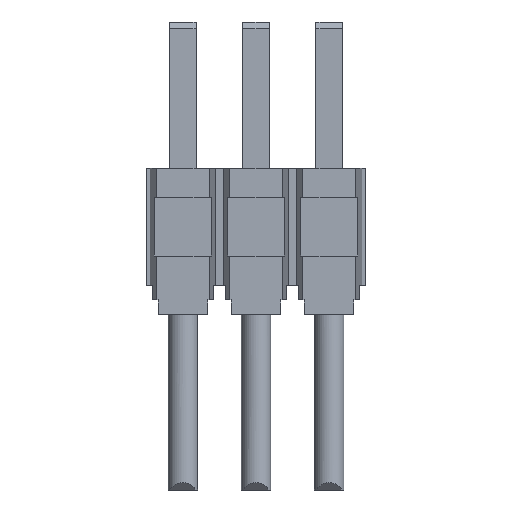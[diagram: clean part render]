
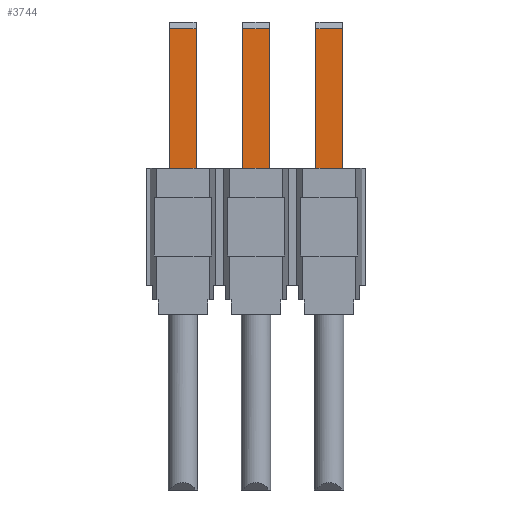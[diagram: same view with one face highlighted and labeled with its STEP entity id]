
A CAD part, front view. The second image highlights one B-rep face of the part: STEP entity #3744.
In plain terms, the highlighted planar face has unit normal (0, -1, 0).
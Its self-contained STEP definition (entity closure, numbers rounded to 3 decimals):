
#3656 = VERTEX_POINT('',#3657);
#3657 = CARTESIAN_POINT('',(-1.041,-0.229,4.966));
#3665 = VERTEX_POINT('',#3666);
#3666 = CARTESIAN_POINT('',(-1.499,-0.229,4.966));
#3672 = EDGE_CURVE('',#3656,#3665,#3673,.T.);
#3673 = LINE('',#3674,#3675);
#3674 = CARTESIAN_POINT('',(1.499,-0.229,4.966));
#3675 = VECTOR('',#3676,1.);
#3676 = DIRECTION('',(-1.,-0.,0.));
#3687 = VERTEX_POINT('',#3688);
#3688 = CARTESIAN_POINT('',(-0.229,-0.229,4.966));
#3694 = EDGE_CURVE('',#3695,#3687,#3697,.T.);
#3695 = VERTEX_POINT('',#3696);
#3696 = CARTESIAN_POINT('',(0.229,-0.229,4.966));
#3697 = LINE('',#3698,#3699);
#3698 = CARTESIAN_POINT('',(1.499,-0.229,4.966));
#3699 = VECTOR('',#3700,1.);
#3700 = DIRECTION('',(-1.,-0.,0.));
#3718 = VERTEX_POINT('',#3719);
#3719 = CARTESIAN_POINT('',(1.041,-0.229,4.966));
#3725 = EDGE_CURVE('',#3726,#3718,#3728,.T.);
#3726 = VERTEX_POINT('',#3727);
#3727 = CARTESIAN_POINT('',(1.499,-0.229,4.966));
#3728 = LINE('',#3729,#3730);
#3729 = CARTESIAN_POINT('',(1.499,-0.229,4.966));
#3730 = VECTOR('',#3731,1.);
#3731 = DIRECTION('',(-1.,-0.,0.));
#3744 = ADVANCED_FACE('',(#3745),#3816,.F.);
#3745 = FACE_BOUND('',#3746,.T.);
#3746 = EDGE_LOOP('',(#3747,#3755,#3756,#3764,#3772,#3778,#3779,#3787,
    #3795,#3801,#3802,#3810));
#3747 = ORIENTED_EDGE('',*,*,#3748,.F.);
#3748 = EDGE_CURVE('',#3656,#3749,#3751,.T.);
#3749 = VERTEX_POINT('',#3750);
#3750 = CARTESIAN_POINT('',(-1.041,-0.229,1.905));
#3751 = LINE('',#3752,#3753);
#3752 = CARTESIAN_POINT('',(-1.041,-0.229,4.966));
#3753 = VECTOR('',#3754,1.);
#3754 = DIRECTION('',(0.,0.,-1.));
#3755 = ORIENTED_EDGE('',*,*,#3672,.T.);
#3756 = ORIENTED_EDGE('',*,*,#3757,.T.);
#3757 = EDGE_CURVE('',#3665,#3758,#3760,.T.);
#3758 = VERTEX_POINT('',#3759);
#3759 = CARTESIAN_POINT('',(-1.499,-0.229,1.778));
#3760 = LINE('',#3761,#3762);
#3761 = CARTESIAN_POINT('',(-1.499,-0.229,4.966));
#3762 = VECTOR('',#3763,1.);
#3763 = DIRECTION('',(0.,0.,-1.));
#3764 = ORIENTED_EDGE('',*,*,#3765,.F.);
#3765 = EDGE_CURVE('',#3766,#3758,#3768,.T.);
#3766 = VERTEX_POINT('',#3767);
#3767 = CARTESIAN_POINT('',(1.499,-0.229,1.778));
#3768 = LINE('',#3769,#3770);
#3769 = CARTESIAN_POINT('',(1.499,-0.229,1.778));
#3770 = VECTOR('',#3771,1.);
#3771 = DIRECTION('',(-1.,-0.,0.));
#3772 = ORIENTED_EDGE('',*,*,#3773,.F.);
#3773 = EDGE_CURVE('',#3726,#3766,#3774,.T.);
#3774 = LINE('',#3775,#3776);
#3775 = CARTESIAN_POINT('',(1.499,-0.229,4.966));
#3776 = VECTOR('',#3777,1.);
#3777 = DIRECTION('',(0.,0.,-1.));
#3778 = ORIENTED_EDGE('',*,*,#3725,.T.);
#3779 = ORIENTED_EDGE('',*,*,#3780,.F.);
#3780 = EDGE_CURVE('',#3781,#3718,#3783,.T.);
#3781 = VERTEX_POINT('',#3782);
#3782 = CARTESIAN_POINT('',(1.041,-0.229,1.905));
#3783 = LINE('',#3784,#3785);
#3784 = CARTESIAN_POINT('',(1.041,-0.229,4.966));
#3785 = VECTOR('',#3786,1.);
#3786 = DIRECTION('',(0.,0.,1.));
#3787 = ORIENTED_EDGE('',*,*,#3788,.F.);
#3788 = EDGE_CURVE('',#3789,#3781,#3791,.T.);
#3789 = VERTEX_POINT('',#3790);
#3790 = CARTESIAN_POINT('',(0.229,-0.229,1.905));
#3791 = LINE('',#3792,#3793);
#3792 = CARTESIAN_POINT('',(1.499,-0.229,1.905));
#3793 = VECTOR('',#3794,1.);
#3794 = DIRECTION('',(1.,0.,0.));
#3795 = ORIENTED_EDGE('',*,*,#3796,.F.);
#3796 = EDGE_CURVE('',#3695,#3789,#3797,.T.);
#3797 = LINE('',#3798,#3799);
#3798 = CARTESIAN_POINT('',(0.229,-0.229,4.966));
#3799 = VECTOR('',#3800,1.);
#3800 = DIRECTION('',(0.,0.,-1.));
#3801 = ORIENTED_EDGE('',*,*,#3694,.T.);
#3802 = ORIENTED_EDGE('',*,*,#3803,.F.);
#3803 = EDGE_CURVE('',#3804,#3687,#3806,.T.);
#3804 = VERTEX_POINT('',#3805);
#3805 = CARTESIAN_POINT('',(-0.229,-0.229,1.905));
#3806 = LINE('',#3807,#3808);
#3807 = CARTESIAN_POINT('',(-0.229,-0.229,4.966));
#3808 = VECTOR('',#3809,1.);
#3809 = DIRECTION('',(0.,0.,1.));
#3810 = ORIENTED_EDGE('',*,*,#3811,.F.);
#3811 = EDGE_CURVE('',#3749,#3804,#3812,.T.);
#3812 = LINE('',#3813,#3814);
#3813 = CARTESIAN_POINT('',(1.499,-0.229,1.905));
#3814 = VECTOR('',#3815,1.);
#3815 = DIRECTION('',(1.,0.,0.));
#3816 = PLANE('',#3817);
#3817 = AXIS2_PLACEMENT_3D('',#3818,#3819,#3820);
#3818 = CARTESIAN_POINT('',(1.499,-0.229,4.966));
#3819 = DIRECTION('',(0.,1.,0.));
#3820 = DIRECTION('',(-1.,-0.,0.));
